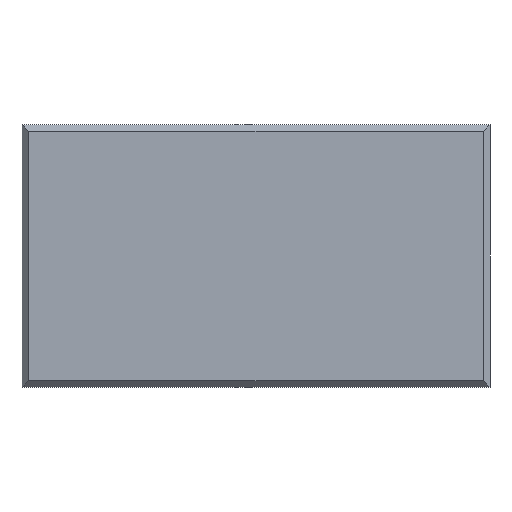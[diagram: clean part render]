
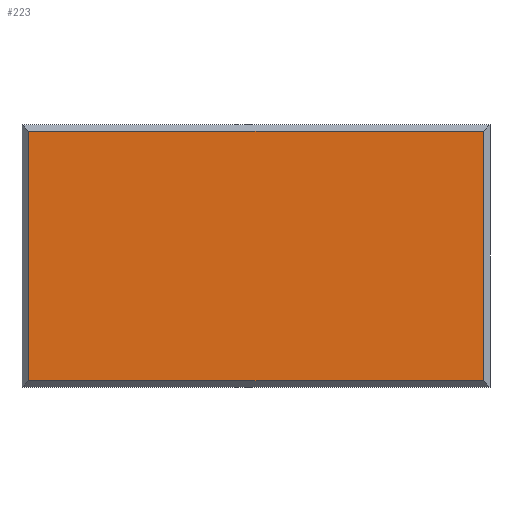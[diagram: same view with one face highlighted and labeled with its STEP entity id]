
A CAD part, front view. The second image highlights one B-rep face of the part: STEP entity #223.
In plain terms, the highlighted planar face has unit normal (0, -1, 0).
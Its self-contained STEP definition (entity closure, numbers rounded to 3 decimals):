
#40=ORIENTED_EDGE('',*,*,#92,.T.);
#41=ORIENTED_EDGE('',*,*,#93,.T.);
#42=ORIENTED_EDGE('',*,*,#94,.T.);
#43=ORIENTED_EDGE('',*,*,#95,.T.);
#92=EDGE_CURVE('',#116,#117,#136,.T.);
#93=EDGE_CURVE('',#117,#118,#137,.T.);
#94=EDGE_CURVE('',#118,#119,#138,.T.);
#95=EDGE_CURVE('',#119,#116,#139,.T.);
#116=VERTEX_POINT('',#353);
#117=VERTEX_POINT('',#354);
#118=VERTEX_POINT('',#356);
#119=VERTEX_POINT('',#358);
#136=LINE('',#352,#164);
#137=LINE('',#355,#165);
#138=LINE('',#357,#166);
#139=LINE('',#359,#167);
#164=VECTOR('',#289,1000.);
#165=VECTOR('',#290,1000.);
#166=VECTOR('',#291,1000.);
#167=VECTOR('',#292,1000.);
#181=EDGE_LOOP('',(#40,#41,#42,#43));
#195=FACE_BOUND('',#181,.T.);
#209=PLANE('',#250);
#223=ADVANCED_FACE('',(#195),#209,.T.);
#250=AXIS2_PLACEMENT_3D('',#351,#287,#288);
#287=DIRECTION('',(0.,-1.,0.));
#288=DIRECTION('',(0.,0.,-1.));
#289=DIRECTION('',(0.,0.,-1.));
#290=DIRECTION('',(1.,0.,0.));
#291=DIRECTION('',(0.,0.,1.));
#292=DIRECTION('',(-1.,0.,0.));
#351=CARTESIAN_POINT('',(0.,0.,0.));
#352=CARTESIAN_POINT('',(-166.,0.,0.));
#353=CARTESIAN_POINT('',(-166.,0.,91.));
#354=CARTESIAN_POINT('',(-166.,0.,-91.));
#355=CARTESIAN_POINT('',(0.,0.,-91.));
#356=CARTESIAN_POINT('',(166.,0.,-91.));
#357=CARTESIAN_POINT('',(166.,0.,0.));
#358=CARTESIAN_POINT('',(166.,0.,91.));
#359=CARTESIAN_POINT('',(0.,0.,91.));
